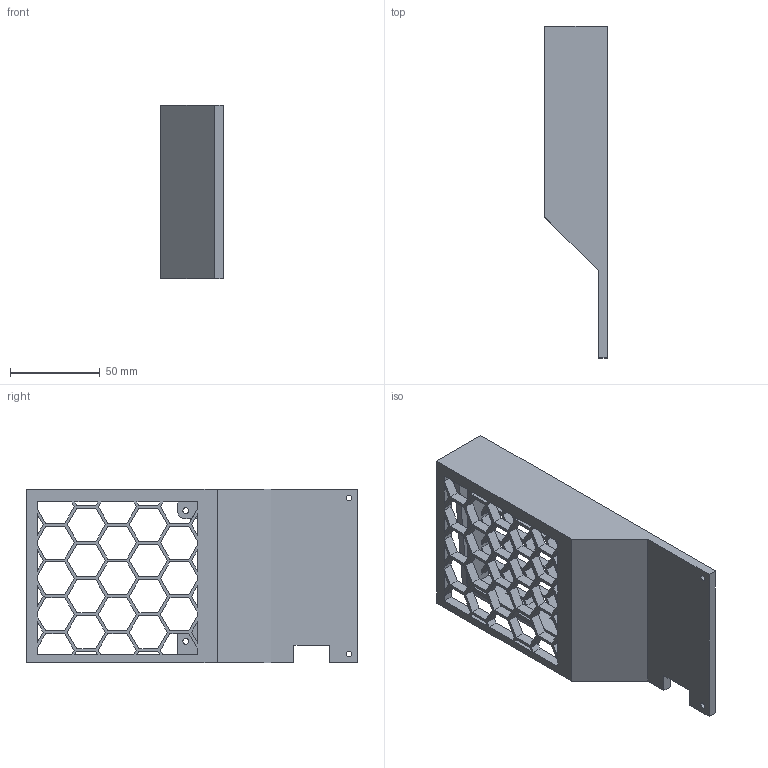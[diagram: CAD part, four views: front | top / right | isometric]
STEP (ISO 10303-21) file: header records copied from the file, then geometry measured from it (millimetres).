
FILE_DESCRIPTION(('HOOPS Exchange Step'),'2;1');
FILE_NAME('Exhaust Cover.stp','2026-02-08T21:45:50+19:00',('RED'),('Unknown organisation'),'HOOPS Exchange 2025.8','HOOPS Exchange','Unknown authorisation');
FILE_SCHEMA( ('AP203_CONFIGURATION_CONTROLLED_3D_DESIGN_OF_MECHANICAL_PARTS_AND_ASSEMBLIES_MIM_LF') );
Length unit declared in the file: millimetre
Products named in the file (2): 0; root
Assembly tree (1 placements, depth 2):
  root
    0
Bounding box: 35 x 185.01 x 97 mm (x, y, z)
Volume: 168338.3 mm3; surface area: 65963.7 mm2
Topology: 1 solids, 1 shells, 390 faces, 1228 edges, 820 vertices
Faces by surface type: plane 364, bspline 20, cylinder 6
Full cylindrical faces by diameter (mm): 3.2 x4
Entity records: 13807 total; most frequent: CARTESIAN_POINT 2740, ORIENTED_EDGE 2456, DIRECTION 1939, EDGE_CURVE 1228, VECTOR 1157, LINE 1157, VERTEX_POINT 820, EDGE_LOOP 516
